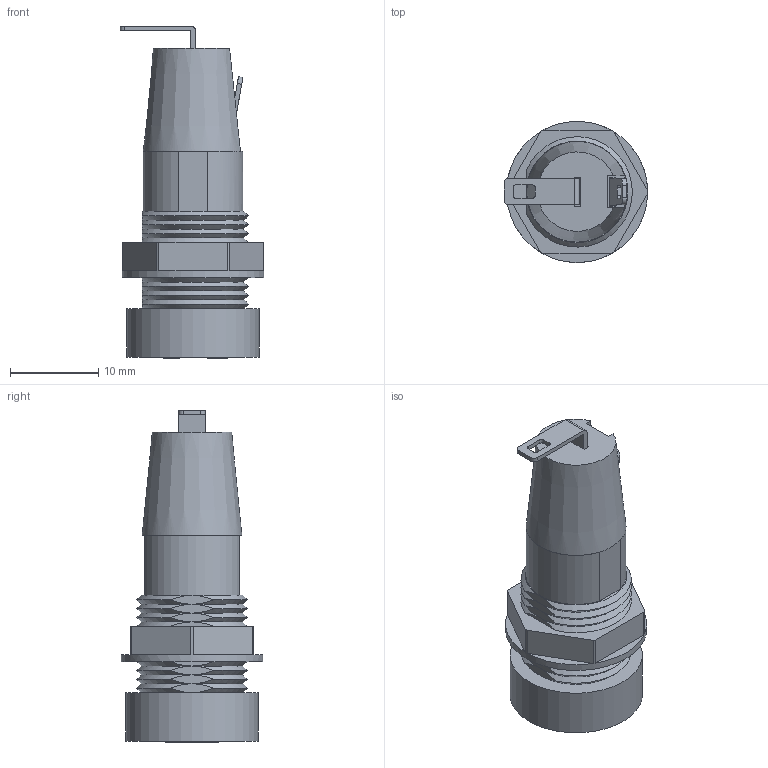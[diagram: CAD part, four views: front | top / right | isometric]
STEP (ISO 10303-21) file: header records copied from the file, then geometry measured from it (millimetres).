
FILE_DESCRIPTION( ( 'Unknown' ), '1' );
FILE_NAME( '696212001002 - PTF_35.stp', 'Unknown', ( 'Quentin LAIDEBEUR' ), ( 'WE' ), 'PSStep 15.0.49', 'Sample-box', ' ' );
FILE_SCHEMA( ( 'AUTOMOTIVE_DESIGN { 1 0 10303 214 1 1 1 1 }' ) );
Length unit declared in the file: millimetre
Products named in the file (1): 1
Bounding box: 16.25 x 16 x 37.6 mm (x, y, z)
Volume: 4014.4 mm3; surface area: 2248.1 mm2
Topology: 1 solids, 1 shells, 241 faces, 647 edges, 424 vertices
Faces by surface type: plane 205, cylinder 21, cone 15
Full cylindrical faces by diameter (mm): 9.4 x1, 10.1 x1, 15 x1, 16 x1
Entity records: 14504 total; most frequent: CARTESIAN_POINT 2351, ORIENTED_EDGE 1284, DIRECTION 1169, PRESENTATION_STYLE_ASSIGNMENT 1125, COLOUR_RGB 1125, STYLED_ITEM 884, CURVE_STYLE 884, DRAUGHTING_PRE_DEFINED_CURVE_FONT 884
